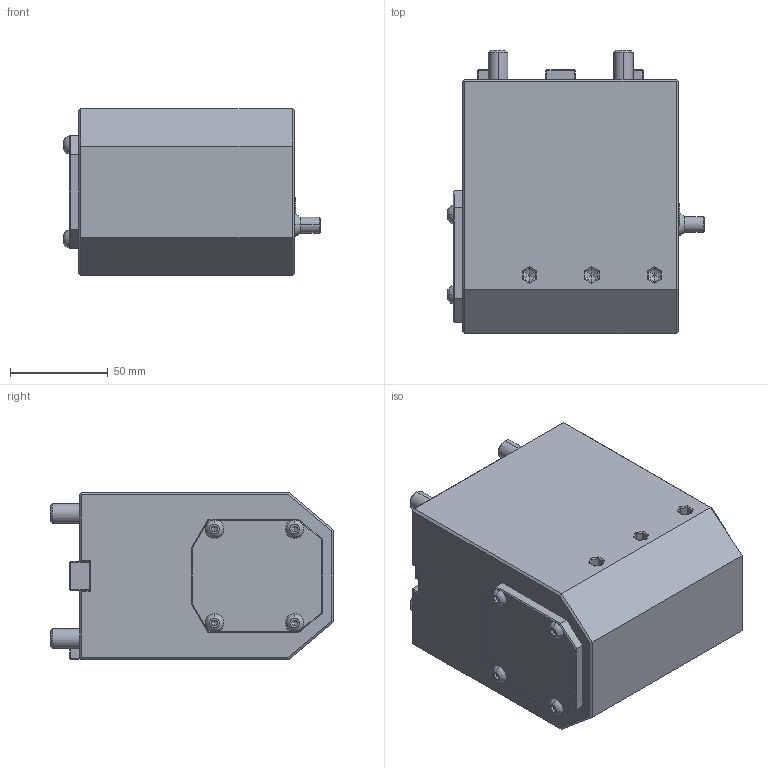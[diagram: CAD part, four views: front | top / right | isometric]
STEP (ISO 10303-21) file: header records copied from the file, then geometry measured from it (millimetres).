
FILE_DESCRIPTION((''),'2;1');
FILE_NAME('NGT_ID_55_40_100_DO','2023-05-15T',('vali'),('NOVA GRUP'),'PRO/ENGINEER BY PARAMETRIC TECHNOLOGY CORPORATION, 2010280','PRO/ENGINEER BY PARAMETRIC TECHNOLOGY CORPORATION, 2010280','');
FILE_SCHEMA(('CONFIG_CONTROL_DESIGN'));
Length unit declared in the file: millimetre
Products named in the file (1): NGT_ID_55_40_100_DO
Bounding box: 131.19 x 145 x 85 mm (x, y, z)
Volume: 1045277.7 mm3; surface area: 88402.5 mm2
Topology: 1 solids, 1 shells, 390 faces, 966 edges, 538 vertices
Faces by surface type: plane 212, cylinder 80, bspline 50, cone 46, sphere 2
Entity records: 13610 total; most frequent: CARTESIAN_POINT 5084, ORIENTED_EDGE 1828, DIRECTION 1576, EDGE_CURVE 914, VECTOR 644, LINE 644, VERTEX_POINT 538, AXIS2_PLACEMENT_3D 466
